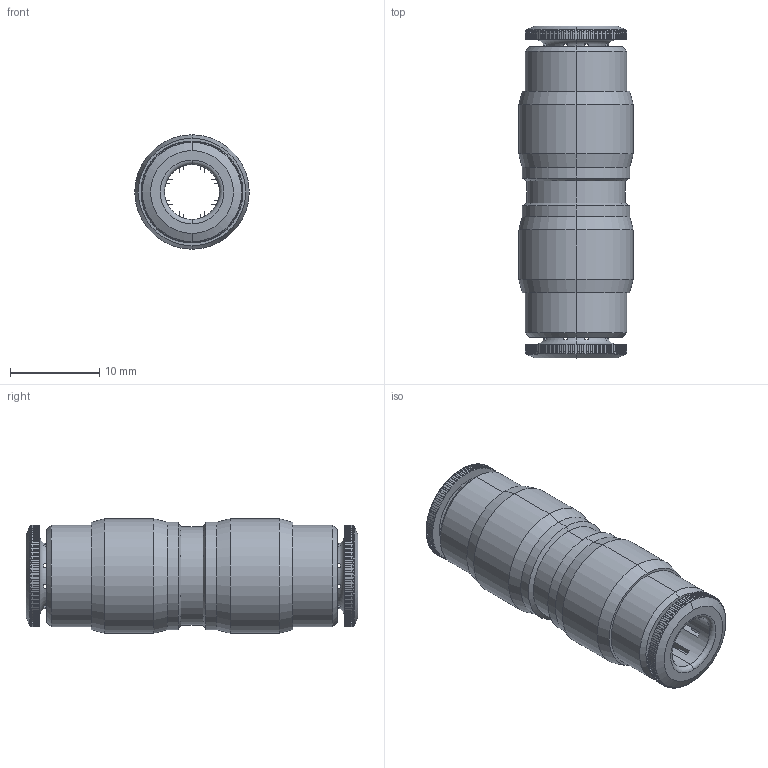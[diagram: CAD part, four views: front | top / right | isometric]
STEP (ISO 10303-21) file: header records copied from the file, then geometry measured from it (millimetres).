
FILE_DESCRIPTION (( 'STEP AP214' ), '1' );
FILE_NAME ('5804000002B.STEP', '2016-03-02T14:47:46', ( '' ), ( '' ), 'SwSTEP 2.0', 'SolidWorks 2015', '' );
FILE_SCHEMA (( 'AUTOMOTIVE_DESIGN' ));
Length unit declared in the file: millimetre
Products named in the file (1): 5804000002B
Bounding box: 12.8 x 37.1 x 12.8 mm (x, y, z)
Surface area: 2497.5 mm2 (no closed solid volume)
Topology: 0 solids, 5 shells, 594 faces, 2466 edges, 1776 vertices
Faces by surface type: plane 388, cylinder 174, cone 20, torus 12
Entity records: 33045 total; most frequent: CARTESIAN_POINT 7507, ORIENTED_EDGE 4072, DIRECTION 3420, EDGE_CURVE 2466, VERTEX_POINT 1776, VECTOR 1342, LINE 1342, AXIS2_PLACEMENT_3D 1039
